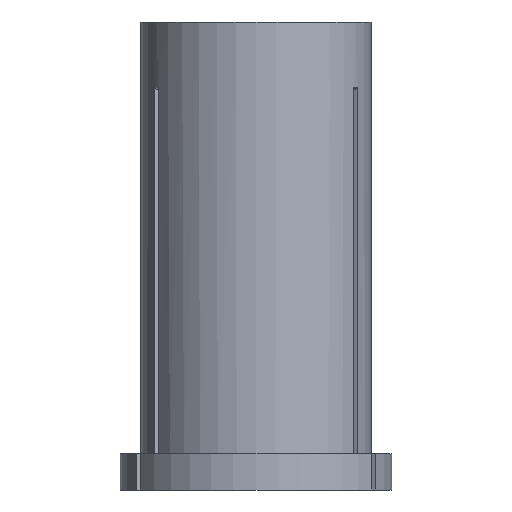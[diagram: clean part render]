
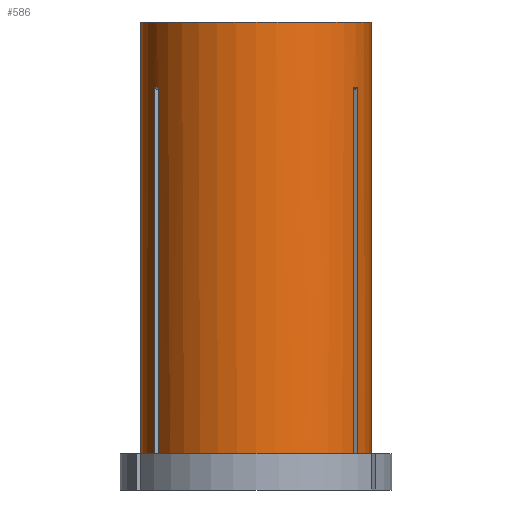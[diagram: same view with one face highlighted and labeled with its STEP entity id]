
A CAD part, front view. The second image highlights one B-rep face of the part: STEP entity #586.
In plain terms, the highlighted cylindrical face has radius 15.875 mm (diameter 31.75 mm), a partial arc.
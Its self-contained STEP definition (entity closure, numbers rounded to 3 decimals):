
#31 = ORIENTED_EDGE ( 'NONE', *, *, #366, .F. ) ;
#33 = VERTEX_POINT ( 'NONE', #958 ) ;
#37 = CARTESIAN_POINT ( 'NONE',  ( 13.58, -8.224, -9.002 ) ) ;
#50 = CARTESIAN_POINT ( 'NONE',  ( -13.491, -8.367, -9.006 ) ) ;
#53 = CARTESIAN_POINT ( 'NONE',  ( 13.491, -8.367, 0. ) ) ;
#58 = CARTESIAN_POINT ( 'NONE',  ( 15.875, 0., 0. ) ) ;
#89 = CYLINDRICAL_SURFACE ( 'NONE', #784, 15.875 ) ;
#120 = CARTESIAN_POINT ( 'NONE',  ( 15.875, 0., 0. ) ) ;
#121 = ORIENTED_EDGE ( 'NONE', *, *, #197, .T. ) ;
#133 = ORIENTED_EDGE ( 'NONE', *, *, #981, .F. ) ;
#138 = CARTESIAN_POINT ( 'NONE',  ( -15.875, 0., 0. ) ) ;
#151 = AXIS2_PLACEMENT_3D ( 'NONE', #814, #286, #820 ) ;
#155 = CARTESIAN_POINT ( 'NONE',  ( 13.491, -8.367, -59.6 ) ) ;
#165 = CARTESIAN_POINT ( 'NONE',  ( 15.875, 0., -59.6 ) ) ;
#197 = EDGE_CURVE ( 'NONE', #597, #439, #1113, .T. ) ;
#213 = ORIENTED_EDGE ( 'NONE', *, *, #758, .F. ) ;
#220 = CARTESIAN_POINT ( 'NONE',  ( 13.913, -7.647, -9.002 ) ) ;
#227 = VERTEX_POINT ( 'NONE', #1127 ) ;
#235 = DIRECTION ( 'NONE',  ( 0., 0., 1. ) ) ;
#238 = EDGE_CURVE ( 'NONE', #896, #753, #419, .T. ) ;
#247 = EDGE_CURVE ( 'NONE', #227, #440, #624, .T. ) ;
#250 = DIRECTION ( 'NONE',  ( 0., 0., 1. ) ) ;
#251 = CARTESIAN_POINT ( 'NONE',  ( -15.875, 0., 0. ) ) ;
#256 = EDGE_CURVE ( 'NONE', #227, #279, #1076, .T. ) ;
#269 = ORIENTED_EDGE ( 'NONE', *, *, #247, .T. ) ;
#275 = VECTOR ( 'NONE', #1119, 1000. ) ;
#279 = VERTEX_POINT ( 'NONE', #838 ) ;
#286 = DIRECTION ( 'NONE',  ( 0., 0., 1. ) ) ;
#312 = CARTESIAN_POINT ( 'NONE',  ( -13.912, -7.648, -9.002 ) ) ;
#321 = ORIENTED_EDGE ( 'NONE', *, *, #952, .T. ) ;
#325 = CARTESIAN_POINT ( 'NONE',  ( -15.875, 0., -59.6 ) ) ;
#326 = VERTEX_POINT ( 'NONE', #120 ) ;
#351 = VERTEX_POINT ( 'NONE', #138 ) ;
#353 = DIRECTION ( 'NONE',  ( 0., 0., 1. ) ) ;
#366 = EDGE_CURVE ( 'NONE', #896, #351, #506, .T. ) ;
#372 = DIRECTION ( 'NONE',  ( 1., 0., 0. ) ) ;
#377 = DIRECTION ( 'NONE',  ( 0., 0., 1. ) ) ;
#393 = LINE ( 'NONE', #512, #275 ) ;
#400 = CARTESIAN_POINT ( 'NONE',  ( 13.991, -7.501, -9.006 ) ) ;
#405 = CARTESIAN_POINT ( 'NONE',  ( -13.664, -8.083, -9. ) ) ;
#411 = EDGE_LOOP ( 'NONE', ( #31, #909, #445, #776, #829, #269, #568, #121, #133, #661, #321, #213 ) ) ;
#419 = CIRCLE ( 'NONE', #151, 15.875 ) ;
#420 = CARTESIAN_POINT ( 'NONE',  ( -13.991, -7.501, -9.006 ) ) ;
#439 = VERTEX_POINT ( 'NONE', #533 ) ;
#440 = VERTEX_POINT ( 'NONE', #155 ) ;
#445 = ORIENTED_EDGE ( 'NONE', *, *, #742, .T. ) ;
#451 = VECTOR ( 'NONE', #939, 1000. ) ;
#453 = DIRECTION ( 'NONE',  ( 1., 0., 0. ) ) ;
#456 = DIRECTION ( 'NONE',  ( 0., 0., 1. ) ) ;
#487 = DIRECTION ( 'NONE',  ( 0., 0., 1. ) ) ;
#497 = AXIS2_PLACEMENT_3D ( 'NONE', #759, #235, #848 ) ;
#506 = LINE ( 'NONE', #251, #998 ) ;
#508 = CARTESIAN_POINT ( 'NONE',  ( -13.831, -7.794, -9. ) ) ;
#512 = CARTESIAN_POINT ( 'NONE',  ( -13.991, -7.501, 0. ) ) ;
#533 = CARTESIAN_POINT ( 'NONE',  ( 13.991, -7.501, -9.006 ) ) ;
#539 = VECTOR ( 'NONE', #250, 1000. ) ;
#550 = CARTESIAN_POINT ( 'NONE',  ( 0., 0., 0. ) ) ;
#568 = ORIENTED_EDGE ( 'NONE', *, *, #1077, .T. ) ;
#574 = DIRECTION ( 'NONE',  ( 0., 0., 1. ) ) ;
#582 = CARTESIAN_POINT ( 'NONE',  ( 13.491, -8.367, -9.006 ) ) ;
#586 = ADVANCED_FACE ( 'NONE', ( #670 ), #89, .T. ) ;
#588 = LINE ( 'NONE', #53, #451 ) ;
#597 = VERTEX_POINT ( 'NONE', #1046 ) ;
#598 = CARTESIAN_POINT ( 'NONE',  ( -13.991, -7.501, -9.006 ) ) ;
#604 = CIRCLE ( 'NONE', #652, 15.875 ) ;
#618 = LINE ( 'NONE', #58, #539 ) ;
#622 = CARTESIAN_POINT ( 'NONE',  ( 13.991, -7.501, 0. ) ) ;
#624 = CIRCLE ( 'NONE', #976, 15.875 ) ;
#652 = AXIS2_PLACEMENT_3D ( 'NONE', #966, #456, #372 ) ;
#653 = CARTESIAN_POINT ( 'NONE',  ( 0., 0., -59.6 ) ) ;
#659 = CARTESIAN_POINT ( 'NONE',  ( -13.491, -8.367, 0. ) ) ;
#661 = ORIENTED_EDGE ( 'NONE', *, *, #1037, .T. ) ;
#670 = FACE_OUTER_BOUND ( 'NONE', #411, .T. ) ;
#689 = DIRECTION ( 'NONE',  ( 0., 0., 1. ) ) ;
#742 = EDGE_CURVE ( 'NONE', #753, #1044, #393, .T. ) ;
#749 = CARTESIAN_POINT ( 'NONE',  ( 13.751, -7.938, -8.998 ) ) ;
#753 = VERTEX_POINT ( 'NONE', #938 ) ;
#758 = EDGE_CURVE ( 'NONE', #351, #326, #604, .T. ) ;
#759 = CARTESIAN_POINT ( 'NONE',  ( 0., 0., -59.6 ) ) ;
#776 = ORIENTED_EDGE ( 'NONE', *, *, #1024, .T. ) ;
#784 = AXIS2_PLACEMENT_3D ( 'NONE', #550, #377, #453 ) ;
#785 = CIRCLE ( 'NONE', #497, 15.875 ) ;
#814 = CARTESIAN_POINT ( 'NONE',  ( 0., 0., -59.6 ) ) ;
#820 = DIRECTION ( 'NONE',  ( 1., 0., 0. ) ) ;
#829 = ORIENTED_EDGE ( 'NONE', *, *, #256, .F. ) ;
#835 = VECTOR ( 'NONE', #353, 1000. ) ;
#838 = CARTESIAN_POINT ( 'NONE',  ( -13.491, -8.367, -9.006 ) ) ;
#848 = DIRECTION ( 'NONE',  ( 1., 0., 0. ) ) ;
#854 = VECTOR ( 'NONE', #487, 1000. ) ;
#896 = VERTEX_POINT ( 'NONE', #325 ) ;
#909 = ORIENTED_EDGE ( 'NONE', *, *, #238, .T. ) ;
#935 = CARTESIAN_POINT ( 'NONE',  ( -13.579, -8.226, -9.002 ) ) ;
#938 = CARTESIAN_POINT ( 'NONE',  ( -13.991, -7.501, -59.6 ) ) ;
#939 = DIRECTION ( 'NONE',  ( 0., 0., 1. ) ) ;
#952 = EDGE_CURVE ( 'NONE', #992, #326, #618, .T. ) ;
#958 = CARTESIAN_POINT ( 'NONE',  ( 13.991, -7.501, -59.6 ) ) ;
#966 = CARTESIAN_POINT ( 'NONE',  ( 0., 0., 0. ) ) ;
#976 = AXIS2_PLACEMENT_3D ( 'NONE', #653, #574, #1082 ) ;
#981 = EDGE_CURVE ( 'NONE', #33, #439, #982, .T. ) ;
#982 = LINE ( 'NONE', #622, #835 ) ;
#992 = VERTEX_POINT ( 'NONE', #165 ) ;
#998 = VECTOR ( 'NONE', #689, 1000. ) ;
#1024 = EDGE_CURVE ( 'NONE', #1044, #279, #1092, .T. ) ;
#1037 = EDGE_CURVE ( 'NONE', #33, #992, #785, .T. ) ;
#1044 = VERTEX_POINT ( 'NONE', #598 ) ;
#1046 = CARTESIAN_POINT ( 'NONE',  ( 13.491, -8.367, -9.006 ) ) ;
#1076 = LINE ( 'NONE', #659, #854 ) ;
#1077 = EDGE_CURVE ( 'NONE', #440, #597, #588, .T. ) ;
#1082 = DIRECTION ( 'NONE',  ( 1., 0., 0. ) ) ;
#1092 = B_SPLINE_CURVE_WITH_KNOTS ( 'NONE', 3,
 ( #420, #312, #508, #405, #935, #50 ),
 .UNSPECIFIED., .F., .F.,
 ( 4, 2, 4 ),
 ( 0.089, 0.09, 0.09 ),
 .UNSPECIFIED. ) ;
#1113 = B_SPLINE_CURVE_WITH_KNOTS ( 'NONE', 3,
 ( #582, #37, #749, #220, #400 ),
 .UNSPECIFIED., .F., .F.,
 ( 4, 1, 4 ),
 ( 0.098, 0.098, 0.099 ),
 .UNSPECIFIED. ) ;
#1119 = DIRECTION ( 'NONE',  ( 0., 0., 1. ) ) ;
#1127 = CARTESIAN_POINT ( 'NONE',  ( -13.491, -8.367, -59.6 ) ) ;
